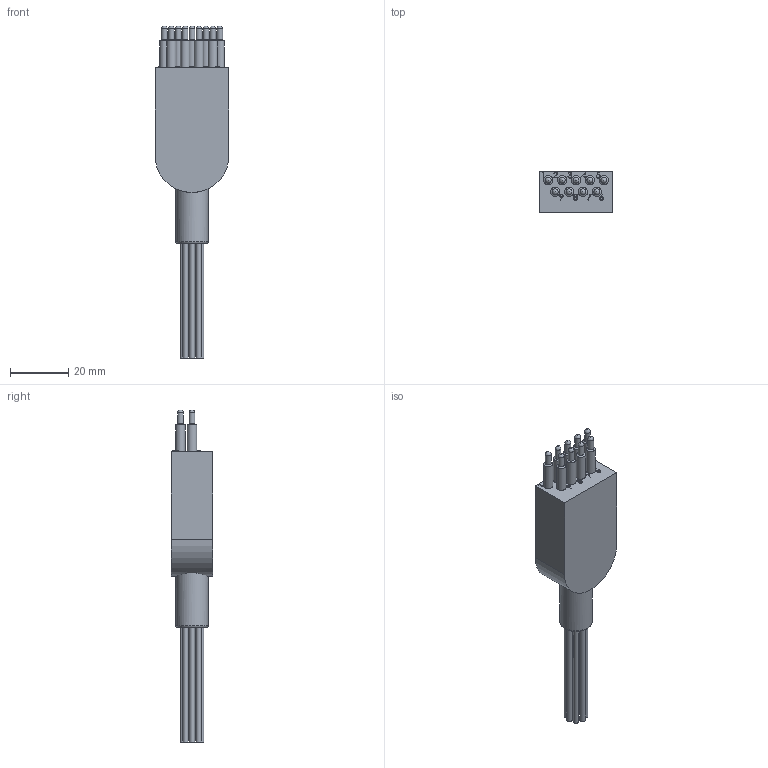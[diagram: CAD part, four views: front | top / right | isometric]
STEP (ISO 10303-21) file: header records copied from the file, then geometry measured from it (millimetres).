
FILE_DESCRIPTION(/* description */ ('STEP AP214'),/* implementation_level */ '2;1');
FILE_NAME(/* name */ 'MCLPOM9M.stp',/* time_stamp */ '2021-01-13T09:51:33+01:00',/* author */ ('sh'),/* organization */ (''),/* preprocessor_version */ 'ST-DEVELOPER v17.2',/* originating_system */ 'Autodesk Inventor 2019',/* authorisation */ '');
FILE_SCHEMA (('AUTOMOTIVE_DESIGN { 1 0 10303 214 3 1 1 }'));
Length unit declared in the file: inch
Products named in the file (1): MCLPOM9M
Bounding box: 25.4 x 14.27 x 113.97 mm (x, y, z)
Volume: 17946.4 mm3; surface area: 7517.6 mm2
Topology: 1 solids, 1 shells, 204 faces, 527 edges, 367 vertices
Faces by surface type: plane 93, bspline 72, cylinder 29, cone 9, torus 1
Full cylindrical faces by diameter (mm): 1.778 x9, 1.986 x9, 3.175 x9, 11.1 x1
Entity records: 10057 total; most frequent: CARTESIAN_POINT 5230, ORIENTED_EDGE 1054, DIRECTION 816, EDGE_CURVE 527, VERTEX_POINT 367, AXIS2_PLACEMENT_3D 284, LINE 248, VECTOR 248
